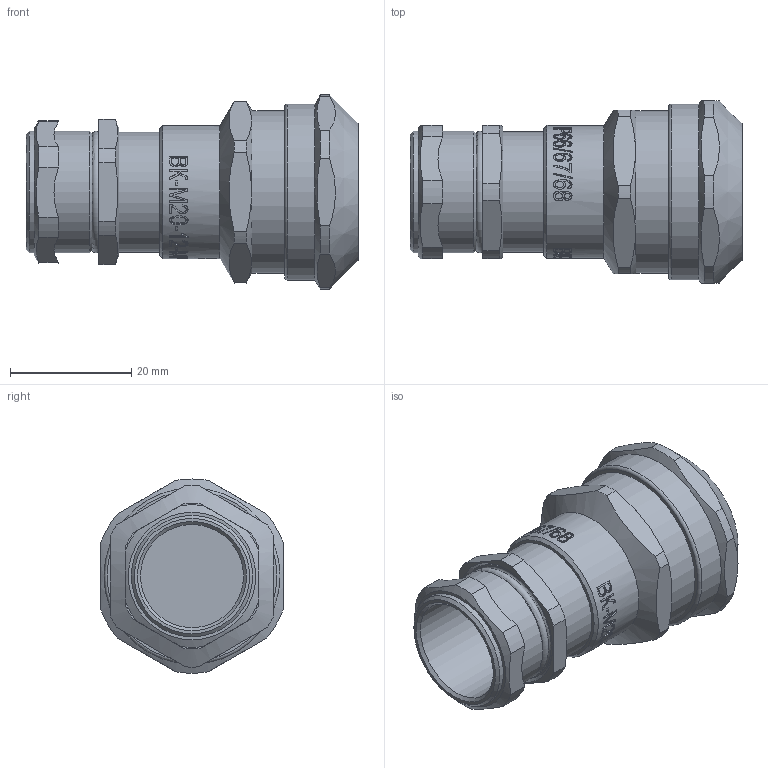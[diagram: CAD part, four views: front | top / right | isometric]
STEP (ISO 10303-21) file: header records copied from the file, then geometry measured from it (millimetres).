
FILE_DESCRIPTION(/* description */ (''),/* implementation_level */ '2;1');
FILE_NAME(/* name */ 'Модель ВК-М20-12-МР15.stp',/* time_stamp */ '2020-07-15T15:44:20+07:00',/* author */ ('Борисов Е'),/* organization */ (''),/* preprocessor_version */ 'ST-DEVELOPER v17',/* originating_system */ 'Autodesk Inventor 2019',/* authorisation */ '');
FILE_SCHEMA (('AUTOMOTIVE_DESIGN { 1 0 10303 214 3 1 1 }'));
Length unit declared in the file: millimetre
Products named in the file (1): Модель ВК-М2
0-12-МР15
Bounding box: 54.71 x 30 x 31.97 mm (x, y, z)
Volume: 18050.1 mm3; surface area: 8453.4 mm2
Topology: 1 solids, 1 shells, 576 faces, 1551 edges, 1041 vertices
Faces by surface type: bspline 272, plane 195, cylinder 90, cone 15, torus 4
Full cylindrical faces by diameter (mm): 14.24 x1, 14.8 x1, 17 x1, 19.8 x1, 20 x2, 20.94 x1, 21 x2, 21.92 x1, 26.8 x1, 29 x1
Entity records: 25067 total; most frequent: CARTESIAN_POINT 11653, ORIENTED_EDGE 3102, DIRECTION 1880, EDGE_CURVE 1551, VERTEX_POINT 1041, EDGE_LOOP 640, LINE 634, VECTOR 634
